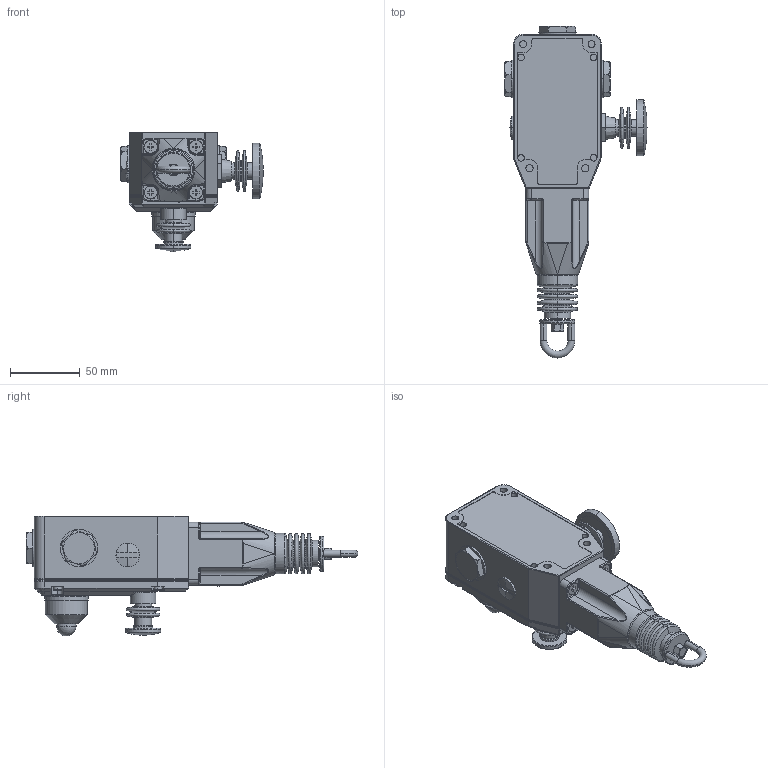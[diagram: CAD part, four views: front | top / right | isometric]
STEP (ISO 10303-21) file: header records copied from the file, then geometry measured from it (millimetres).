
FILE_DESCRIPTION (( 'STEP AP214' ), '1' );
FILE_NAME ('GLS-142075-AS.STEP', '2014-06-19T15:16:33', ( '' ), ( '' ), 'SwSTEP 2.0', 'SolidWorks 2013', '' );
FILE_SCHEMA (( 'AUTOMOTIVE_DESIGN' ));
Length unit declared in the file: millimetre
Products named in the file (1): GLS-142075-AS
Bounding box: 102.3 x 238 x 86 mm (x, y, z)
Volume: 516210.8 mm3; surface area: 66955.3 mm2
Topology: 2 solids, 2 shells, 684 faces, 1596 edges, 947 vertices
Faces by surface type: cylinder 225, plane 222, torus 99, bspline 57, cone 42, sphere 39
Entity records: 27401 total; most frequent: CARTESIAN_POINT 6286, DIRECTION 3392, ORIENTED_EDGE 3164, EDGE_CURVE 1582, AXIS2_PLACEMENT_3D 1353, VERTEX_POINT 947, EDGE_LOOP 733, CIRCLE 725
